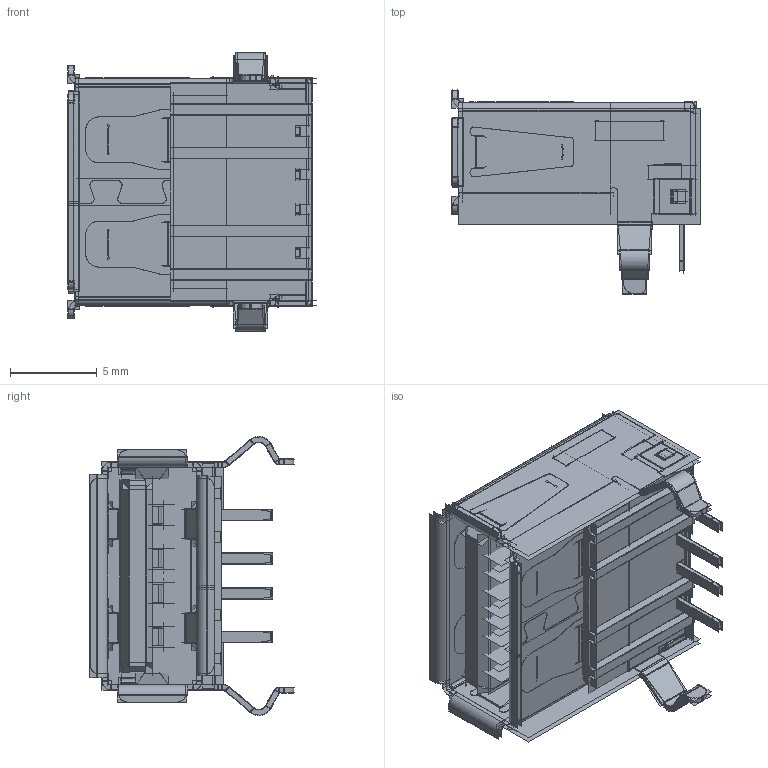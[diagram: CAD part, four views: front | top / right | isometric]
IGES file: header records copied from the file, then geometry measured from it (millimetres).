
Start section:  PTC IGES file: usb_a1d122f_dip90_asm.igs
Global section: file name: usb_a1d122f_dip90_asm.igs; native system: Creo Parametric by Parametric Technology Corporation; preprocessor: 2012360; author: user; organization: Unknown; date: 20170817.163733; units: millimetre
Bounding box: 14.3 x 11.76 x 16.06 mm (x, y, z)
Surface area: 65085.2 mm2
Topology: 1 solids, 18 shells, 2106 faces, 13064 edges, 18085 vertices
Faces by surface type: bspline 1704, revolution 370, extrusion 32
